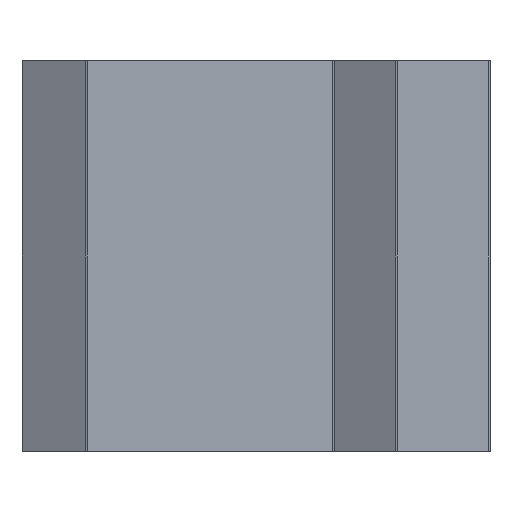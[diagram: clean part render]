
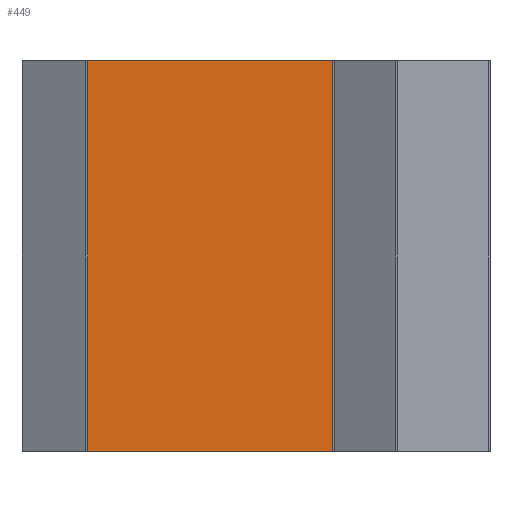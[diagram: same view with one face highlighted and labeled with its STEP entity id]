
A CAD part, left-side view. The second image highlights one B-rep face of the part: STEP entity #449.
In plain terms, the highlighted planar face has unit normal (-1, 0, 0).
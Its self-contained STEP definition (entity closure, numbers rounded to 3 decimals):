
#26 = VECTOR ( 'NONE', #1066, 1000. ) ;
#47 = CARTESIAN_POINT ( 'NONE',  ( 109.6, 41.667, 100. ) ) ;
#79 = VECTOR ( 'NONE', #1103, 1000. ) ;
#138 = ORIENTED_EDGE ( 'NONE', *, *, #520, .F. ) ;
#146 = EDGE_CURVE ( 'NONE', #888, #775, #655, .T. ) ;
#190 = CARTESIAN_POINT ( 'NONE',  ( 109.6, 41.667, 100. ) ) ;
#259 = VERTEX_POINT ( 'NONE', #518 ) ;
#340 = AXIS2_PLACEMENT_3D ( 'NONE', #47, #753, #944 ) ;
#349 = CARTESIAN_POINT ( 'NONE',  ( 109.6, 41.667, 0. ) ) ;
#401 = ORIENTED_EDGE ( 'NONE', *, *, #836, .T. ) ;
#419 = CARTESIAN_POINT ( 'NONE',  ( 109.6, 41.667, 0. ) ) ;
#448 = LINE ( 'NONE', #531, #26 ) ;
#449 = ADVANCED_FACE ( 'NONE', ( #856 ), #1127, .F. ) ;
#518 = CARTESIAN_POINT ( 'NONE',  ( 109.6, 104.448, 0. ) ) ;
#520 = EDGE_CURVE ( 'NONE', #775, #847, #1017, .T. ) ;
#531 = CARTESIAN_POINT ( 'NONE',  ( 109.6, 104.448, 100. ) ) ;
#538 = CARTESIAN_POINT ( 'NONE',  ( 109.6, 41.667, 100. ) ) ;
#561 = DIRECTION ( 'NONE',  ( 0., -1., 0. ) ) ;
#655 = LINE ( 'NONE', #190, #659 ) ;
#659 = VECTOR ( 'NONE', #561, 1000. ) ;
#686 = EDGE_CURVE ( 'NONE', #259, #847, #875, .T. ) ;
#730 = CARTESIAN_POINT ( 'NONE',  ( 109.6, 104.448, 100. ) ) ;
#753 = DIRECTION ( 'NONE',  ( 1., 0., 0. ) ) ;
#775 = VERTEX_POINT ( 'NONE', #538 ) ;
#836 = EDGE_CURVE ( 'NONE', #888, #259, #448, .T. ) ;
#847 = VERTEX_POINT ( 'NONE', #349 ) ;
#855 = CARTESIAN_POINT ( 'NONE',  ( 109.6, 41.667, 100. ) ) ;
#856 = FACE_OUTER_BOUND ( 'NONE', #946, .T. ) ;
#875 = LINE ( 'NONE', #419, #1132 ) ;
#888 = VERTEX_POINT ( 'NONE', #730 ) ;
#944 = DIRECTION ( 'NONE',  ( 0., 1., 0. ) ) ;
#946 = EDGE_LOOP ( 'NONE', ( #1062, #138, #1041, #401 ) ) ;
#952 = DIRECTION ( 'NONE',  ( 0., -1., 0. ) ) ;
#1017 = LINE ( 'NONE', #855, #79 ) ;
#1041 = ORIENTED_EDGE ( 'NONE', *, *, #146, .F. ) ;
#1062 = ORIENTED_EDGE ( 'NONE', *, *, #686, .T. ) ;
#1066 = DIRECTION ( 'NONE',  ( 0., 0., -1. ) ) ;
#1103 = DIRECTION ( 'NONE',  ( 0., 0., -1. ) ) ;
#1127 = PLANE ( 'NONE',  #340 ) ;
#1132 = VECTOR ( 'NONE', #952, 1000. ) ;
